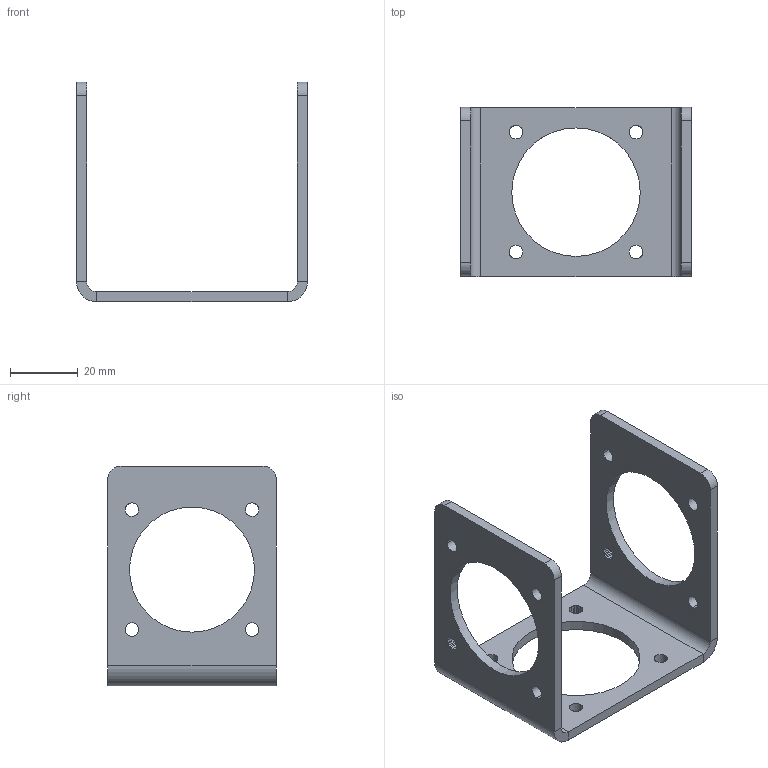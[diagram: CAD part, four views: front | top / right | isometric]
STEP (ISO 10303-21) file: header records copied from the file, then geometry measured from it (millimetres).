
FILE_DESCRIPTION(/* description */ (''),/* implementation_level */ '2;1');
FILE_NAME(/* name */ 'Wrist v21.step',/* time_stamp */ '2024-05-28T16:32:50+02:00',/* author */ (''),/* organization */ (''),/* preprocessor_version */ 'ST-DEVELOPER v20',/* originating_system */ 'Autodesk Translation Framework v13.14.0.145',/* authorisation */ '');
FILE_SCHEMA (('AUTOMOTIVE_DESIGN { 1 0 10303 214 3 1 1 }'));
Length unit declared in the file: millimetre
Products named in the file (1): Wrist
Bounding box: 68.34 x 50 x 65 mm (x, y, z)
Volume: 17925 mm3; surface area: 14868.3 mm2
Topology: 1 solids, 1 shells, 113 faces, 317 edges, 206 vertices
Faces by surface type: bspline 72, cylinder 23, plane 18
Full cylindrical faces by diameter (mm): 37 x2, 38 x1
Entity records: 4382 total; most frequent: CARTESIAN_POINT 1841, ORIENTED_EDGE 634, EDGE_CURVE 317, DIRECTION 303, VERTEX_POINT 206, B_SPLINE_CURVE_WITH_KNOTS 144, EDGE_LOOP 143, LINE 127
